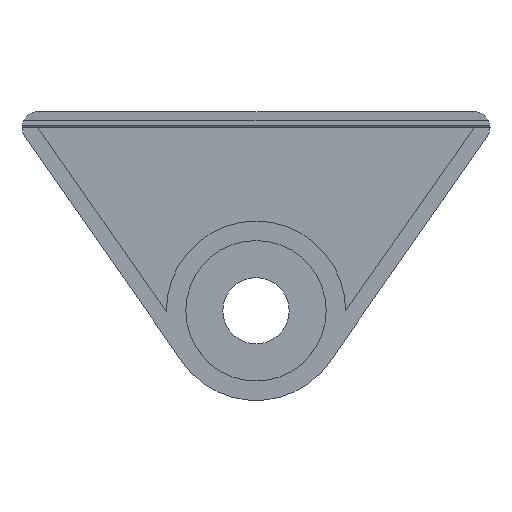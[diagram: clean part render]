
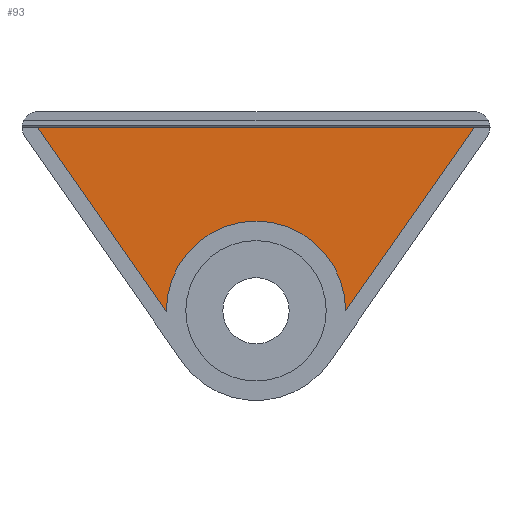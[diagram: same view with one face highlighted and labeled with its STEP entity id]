
A CAD part, front view. The second image highlights one B-rep face of the part: STEP entity #93.
In plain terms, the highlighted planar face has unit normal (0, -1, 0).
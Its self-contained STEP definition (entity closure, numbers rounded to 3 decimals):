
#93=ADVANCED_FACE('',(#203),#204,.T.);
#203=FACE_OUTER_BOUND('',#323,.T.);
#204=PLANE('',#324);
#323=EDGE_LOOP('',(#547,#548,#549,#550,#551));
#324=AXIS2_PLACEMENT_3D('',#552,#553,#554);
#547=ORIENTED_EDGE('',*,*,#800,.T.);
#548=ORIENTED_EDGE('',*,*,#802,.T.);
#549=ORIENTED_EDGE('',*,*,#744,.T.);
#550=ORIENTED_EDGE('',*,*,#803,.T.);
#551=ORIENTED_EDGE('',*,*,#794,.T.);
#552=CARTESIAN_POINT('',(-30.8,-1.,-24.808));
#553=DIRECTION('',(0.,-1.0,0.));
#554=DIRECTION('',(1.0,0.,0.0));
#744=EDGE_CURVE('',#895,#899,#901,.T.);
#794=EDGE_CURVE('',#977,#978,#979,.T.);
#800=EDGE_CURVE('',#978,#984,#986,.T.);
#802=EDGE_CURVE('',#984,#895,#988,.T.);
#803=EDGE_CURVE('',#899,#977,#989,.T.);
#895=VERTEX_POINT('',#1178);
#899=VERTEX_POINT('',#1183);
#901=CIRCLE('',#1186,11.5);
#977=VERTEX_POINT('',#1280);
#978=VERTEX_POINT('',#1281);
#979=LINE('',#1282,#1283);
#984=VERTEX_POINT('',#1291);
#986=LINE('',#1294,#1295);
#988=CIRCLE('',#1297,11.5);
#989=LINE('',#1298,#1299);
#1178=CARTESIAN_POINT('',(-11.5,-1.,-23.5));
#1183=CARTESIAN_POINT('',(11.5,-1.,-23.5));
#1186=AXIS2_PLACEMENT_3D('',#1391,#1392,#1393);
#1280=CARTESIAN_POINT('',(28.0,-1.,0.));
#1281=CARTESIAN_POINT('',(-28.0,-1.,0.));
#1282=CARTESIAN_POINT('',(28.0,-1.,0.));
#1283=VECTOR('',#1472,56.0);
#1291=CARTESIAN_POINT('',(-11.499,-1.,-23.626));
#1294=CARTESIAN_POINT('',(-28.0,-1.,0.));
#1295=VECTOR('',#1477,28.818);
#1297=AXIS2_PLACEMENT_3D('',#1478,#1479,#1480);
#1298=CARTESIAN_POINT('',(11.5,-1.,-23.5));
#1299=VECTOR('',#1481,28.714);
#1391=CARTESIAN_POINT('',(0.,-1.0,-23.5));
#1392=DIRECTION('',(0.,1.0,0.));
#1393=DIRECTION('',(-1.,0.,-0.011));
#1472=DIRECTION('',(-1.0,0.,0.0));
#1477=DIRECTION('',(0.573,0.,-0.82));
#1478=CARTESIAN_POINT('',(0.,-1.0,-23.5));
#1479=DIRECTION('',(0.,1.0,0.));
#1480=DIRECTION('',(-1.,0.,-0.011));
#1481=DIRECTION('',(0.575,0.,0.818));
